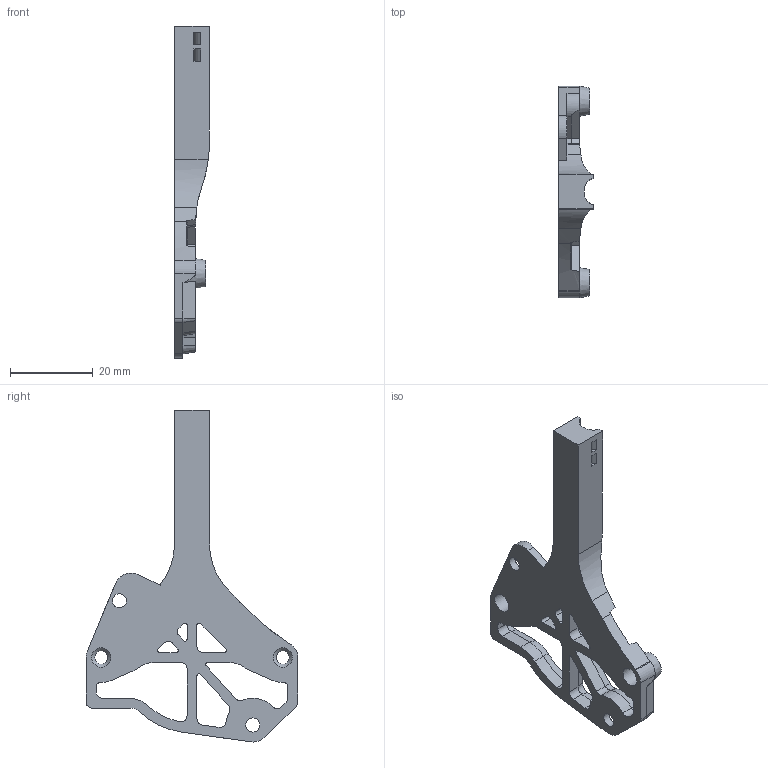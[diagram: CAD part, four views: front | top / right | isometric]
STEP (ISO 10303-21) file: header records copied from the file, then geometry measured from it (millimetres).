
FILE_DESCRIPTION(/* description */ (''),/* implementation_level */ '2;1');
FILE_NAME(/* name */ 'Hextrudort SHT36V2.step',/* time_stamp */ '2023-01-14T14:32:19+10:30',/* author */ (''),/* organization */ (''),/* preprocessor_version */ 'ST-DEVELOPER v19.2',/* originating_system */ 'Autodesk Translation Framework v11.17.0.187',/* authorisation */ '');
FILE_SCHEMA (('AUTOMOTIVE_DESIGN { 1 0 10303 214 3 1 1 }'));
Length unit declared in the file: millimetre
Products named in the file (1): Hextrudort SHT36V2
Bounding box: 8.36 x 51.18 x 80.2 mm (x, y, z)
Volume: 6993.9 mm3; surface area: 5788.7 mm2
Topology: 1 solids, 1 shells, 216 faces, 565 edges, 351 vertices
Faces by surface type: plane 99, cylinder 68, cone 45, bspline 4
Full cylindrical faces by diameter (mm): 3.2 x2, 3.4 x2, 4.7 x2
Entity records: 6782 total; most frequent: CARTESIAN_POINT 1308, DIRECTION 1162, ORIENTED_EDGE 1130, EDGE_CURVE 565, AXIS2_PLACEMENT_3D 402, LINE 358, VECTOR 358, VERTEX_POINT 351
